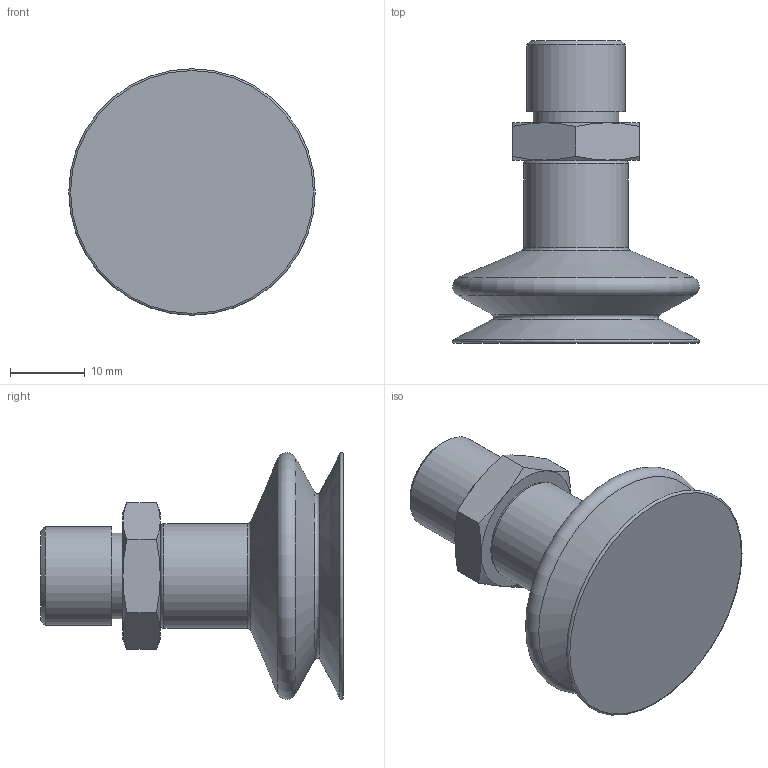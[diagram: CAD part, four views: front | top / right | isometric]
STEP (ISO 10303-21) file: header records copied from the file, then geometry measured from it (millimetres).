
FILE_DESCRIPTION(/* description */ (''),/* implementation_level */ '2;1');
FILE_NAME(/* name */ 'vf33nit_rac3r1-4m.stp',/* time_stamp */ '2020-07-03T10:49:41+02:00',/* author */ ('enginyeria'),/* organization */ (''),/* preprocessor_version */ 'ST-DEVELOPER v17',/* originating_system */ 'Autodesk Inventor 2019',/* authorisation */ '');
FILE_SCHEMA (('CONFIG_CONTROL_DESIGN'));
Length unit declared in the file: millimetre
Products named in the file (1): vf33cn+rac3r1-4m
Bounding box: 33 x 40.5 x 33 mm (x, y, z)
Volume: 11820.6 mm3; surface area: 4660.3 mm2
Topology: 1 solids, 1 shells, 38 faces, 100 edges, 68 vertices
Faces by surface type: cone 17, plane 12, torus 5, cylinder 4
Full cylindrical faces by diameter (mm): 3 x1, 11.429 x1, 13.157 x1, 14 x1
Entity records: 1284 total; most frequent: CARTESIAN_POINT 255, DIRECTION 215, ORIENTED_EDGE 200, EDGE_CURVE 100, AXIS2_PLACEMENT_3D 100, VERTEX_POINT 68, CIRCLE 61, EDGE_LOOP 42
